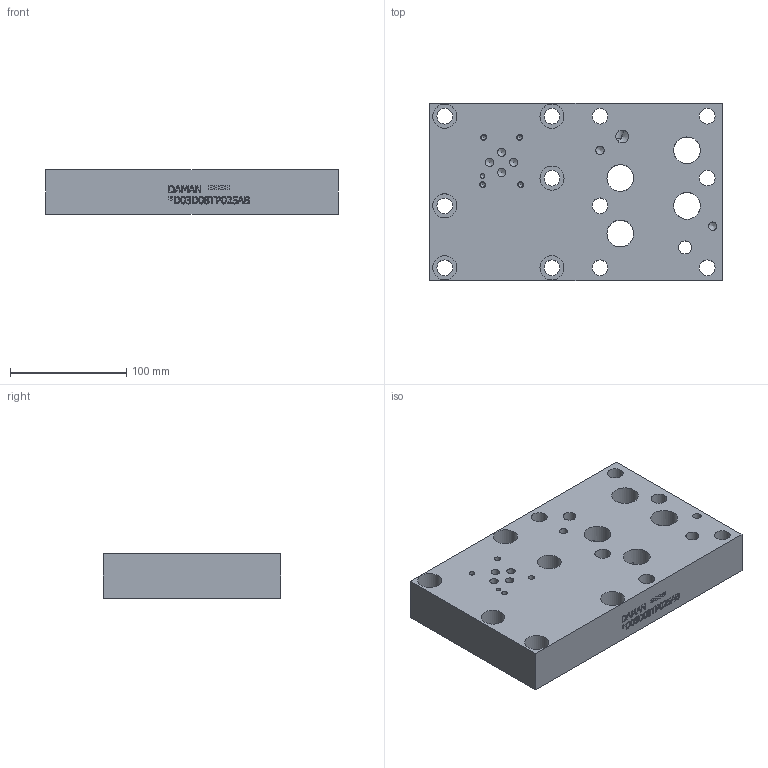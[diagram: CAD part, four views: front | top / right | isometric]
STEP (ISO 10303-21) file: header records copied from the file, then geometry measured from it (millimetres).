
FILE_DESCRIPTION(/* description */ (''),/* implementation_level */ '2;1');
FILE_NAME(/* name */ '_D03D08TP025AB.stp',/* time_stamp */ '2021-06-17T11:13:34-04:00',/* author */ ('anthonyv'),/* organization */ (''),/* preprocessor_version */ 'ST-DEVELOPER v18.1',/* originating_system */ 'Autodesk Inventor 2021',/* authorisation */ '');
FILE_SCHEMA (('AUTOMOTIVE_DESIGN { 1 0 10303 214 3 1 1 }'));
Length unit declared in the file: millimetre
Products named in the file (1): Part_AD03D08TP025AB_3D
Bounding box: 250.82 x 152.4 x 38.1 mm (x, y, z)
Volume: 1270369.8 mm3; surface area: 142869.2 mm2
Topology: 1 solids, 1 shells, 532 faces, 1480 edges, 1012 vertices
Faces by surface type: plane 295, bspline 144, cylinder 65, cone 28
Full cylindrical faces by diameter (mm): 3.962 x1, 4.216 x4, 5.004 x4, 6.35 x6, 7.137 x6, 9.525 x1, 9.881 x1, 11.125 x3, 13.487 x12, 20.625 x6, 21.285 x1, 23.012 x6, 23.017 x2, 25.4 x4, 33.35 x8
Entity records: 18518 total; most frequent: CARTESIAN_POINT 5141, ORIENTED_EDGE 2926, DIRECTION 2168, EDGE_CURVE 1463, VERTEX_POINT 1012, LINE 924, VECTOR 924, EDGE_LOOP 647
